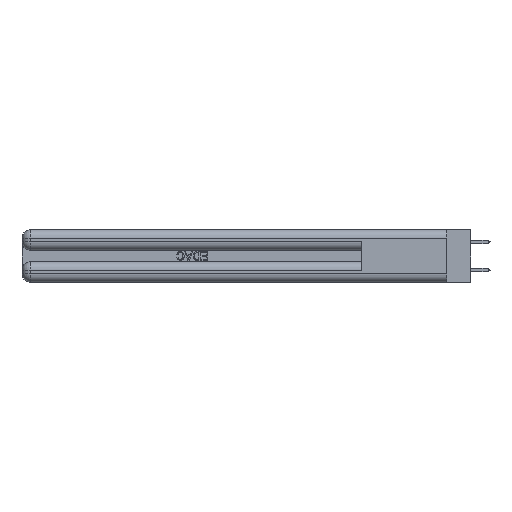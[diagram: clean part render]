
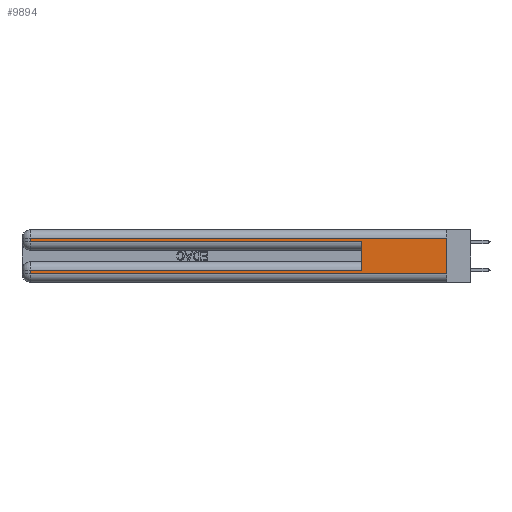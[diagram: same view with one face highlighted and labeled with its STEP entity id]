
A CAD part, left-side view. The second image highlights one B-rep face of the part: STEP entity #9894.
In plain terms, the highlighted planar face has unit normal (-1, 0, 0).
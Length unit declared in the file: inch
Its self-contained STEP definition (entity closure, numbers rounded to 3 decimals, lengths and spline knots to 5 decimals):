
#632 = VERTEX_POINT ( 'NONE', #3029 ) ;
#1242 = VECTOR ( 'NONE', #36675, 39.37008 ) ;
#1273 = DIRECTION ( 'NONE',  ( 0., -1., 0. ) ) ;
#1380 = VECTOR ( 'NONE', #24314, 39.37008 ) ;
#1697 = CARTESIAN_POINT ( 'NONE',  ( 0., 0., 0.06 ) ) ;
#1727 = CARTESIAN_POINT ( 'NONE',  ( 0., 0., 0.06 ) ) ;
#2397 = CARTESIAN_POINT ( 'NONE',  ( 0., 0., 0.31 ) ) ;
#2969 = EDGE_LOOP ( 'NONE', ( #13290, #11580, #13013, #22807, #10256, #17930, #31134, #13218 ) ) ;
#3029 = CARTESIAN_POINT ( 'NONE',  ( 0., 2.94, 0.285 ) ) ;
#3195 = VERTEX_POINT ( 'NONE', #1727 ) ;
#3726 = CARTESIAN_POINT ( 'NONE',  ( 0., 2.94, 0.085 ) ) ;
#4637 = DIRECTION ( 'NONE',  ( 0., 0., -1. ) ) ;
#6305 = LINE ( 'NONE', #36813, #1242 ) ;
#6363 = LINE ( 'NONE', #38020, #22647 ) ;
#6527 = LINE ( 'NONE', #15163, #22869 ) ;
#7201 = EDGE_CURVE ( 'NONE', #22611, #38600, #18777, .T. ) ;
#7268 = EDGE_CURVE ( 'NONE', #37589, #14543, #6527, .T. ) ;
#7420 = VECTOR ( 'NONE', #22841, 39.37008 ) ;
#9894 = ADVANCED_FACE ( 'NONE', ( #34627 ), #22845, .F. ) ;
#10256 = ORIENTED_EDGE ( 'NONE', *, *, #34465, .F. ) ;
#10893 = CARTESIAN_POINT ( 'NONE',  ( 0., 0., 0.37 ) ) ;
#11580 = ORIENTED_EDGE ( 'NONE', *, *, #7201, .T. ) ;
#11938 = VERTEX_POINT ( 'NONE', #18766 ) ;
#12913 = EDGE_CURVE ( 'NONE', #14419, #37589, #6305, .T. ) ;
#13013 = ORIENTED_EDGE ( 'NONE', *, *, #33640, .T. ) ;
#13153 = EDGE_CURVE ( 'NONE', #632, #11938, #6363, .T. ) ;
#13218 = ORIENTED_EDGE ( 'NONE', *, *, #38855, .T. ) ;
#13290 = ORIENTED_EDGE ( 'NONE', *, *, #14213, .F. ) ;
#14213 = EDGE_CURVE ( 'NONE', #22611, #3195, #18891, .T. ) ;
#14419 = VERTEX_POINT ( 'NONE', #29295 ) ;
#14543 = VERTEX_POINT ( 'NONE', #26257 ) ;
#15163 = CARTESIAN_POINT ( 'NONE',  ( 0., 2.94, 0.37 ) ) ;
#15271 = AXIS2_PLACEMENT_3D ( 'NONE', #36349, #32808, #26143 ) ;
#16537 = CARTESIAN_POINT ( 'NONE',  ( 0., 0., 0.31 ) ) ;
#16697 = LINE ( 'NONE', #17494, #1380 ) ;
#17494 = CARTESIAN_POINT ( 'NONE',  ( 0., 2.94, 0.37 ) ) ;
#17930 = ORIENTED_EDGE ( 'NONE', *, *, #12913, .T. ) ;
#18766 = CARTESIAN_POINT ( 'NONE',  ( 0., 0.6, 0.285 ) ) ;
#18777 = LINE ( 'NONE', #2397, #34068 ) ;
#18891 = LINE ( 'NONE', #10893, #20353 ) ;
#20353 = VECTOR ( 'NONE', #4637, 39.37008 ) ;
#22105 = DIRECTION ( 'NONE',  ( 0., -1., 0. ) ) ;
#22611 = VERTEX_POINT ( 'NONE', #16537 ) ;
#22647 = VECTOR ( 'NONE', #22105, 39.37008 ) ;
#22807 = ORIENTED_EDGE ( 'NONE', *, *, #13153, .T. ) ;
#22841 = DIRECTION ( 'NONE',  ( 0., 0., 1. ) ) ;
#22845 = PLANE ( 'NONE',  #15271 ) ;
#22869 = VECTOR ( 'NONE', #34836, 39.37008 ) ;
#24314 = DIRECTION ( 'NONE',  ( 0., 0., -1. ) ) ;
#25711 = CARTESIAN_POINT ( 'NONE',  ( 0., 0.6, 0.145 ) ) ;
#26143 = DIRECTION ( 'NONE',  ( 0., 0., -1. ) ) ;
#26257 = CARTESIAN_POINT ( 'NONE',  ( 0., 2.94, 0.06 ) ) ;
#26851 = LINE ( 'NONE', #25711, #7420 ) ;
#29261 = CARTESIAN_POINT ( 'NONE',  ( 0., 2.94, 0.31 ) ) ;
#29295 = CARTESIAN_POINT ( 'NONE',  ( 0., 0.6, 0.085 ) ) ;
#31134 = ORIENTED_EDGE ( 'NONE', *, *, #7268, .T. ) ;
#32562 = LINE ( 'NONE', #1697, #36147 ) ;
#32808 = DIRECTION ( 'NONE',  ( 1., 0., 0. ) ) ;
#33640 = EDGE_CURVE ( 'NONE', #38600, #632, #16697, .T. ) ;
#34068 = VECTOR ( 'NONE', #35018, 39.37008 ) ;
#34465 = EDGE_CURVE ( 'NONE', #14419, #11938, #26851, .T. ) ;
#34627 = FACE_OUTER_BOUND ( 'NONE', #2969, .T. ) ;
#34836 = DIRECTION ( 'NONE',  ( 0., 0., -1. ) ) ;
#35018 = DIRECTION ( 'NONE',  ( 0., 1., 0. ) ) ;
#36147 = VECTOR ( 'NONE', #1273, 39.37008 ) ;
#36349 = CARTESIAN_POINT ( 'NONE',  ( 0., 0., 0.37 ) ) ;
#36675 = DIRECTION ( 'NONE',  ( 0., 1., 0. ) ) ;
#36813 = CARTESIAN_POINT ( 'NONE',  ( 0., 0., 0.085 ) ) ;
#37589 = VERTEX_POINT ( 'NONE', #3726 ) ;
#38020 = CARTESIAN_POINT ( 'NONE',  ( 0., 0., 0.285 ) ) ;
#38600 = VERTEX_POINT ( 'NONE', #29261 ) ;
#38855 = EDGE_CURVE ( 'NONE', #14543, #3195, #32562, .T. ) ;
